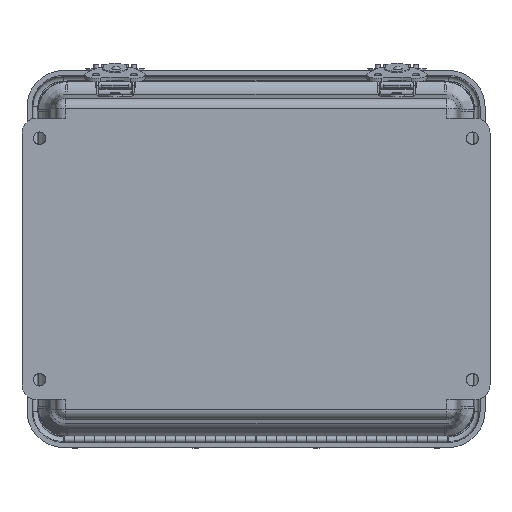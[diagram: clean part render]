
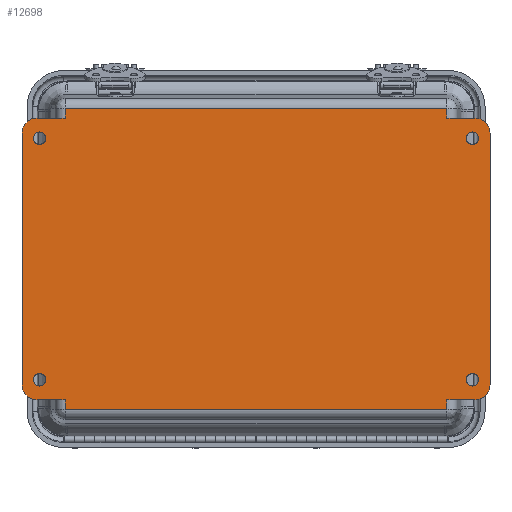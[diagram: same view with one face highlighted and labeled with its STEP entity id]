
A CAD part, front view. The second image highlights one B-rep face of the part: STEP entity #12698.
In plain terms, the highlighted face is planar.
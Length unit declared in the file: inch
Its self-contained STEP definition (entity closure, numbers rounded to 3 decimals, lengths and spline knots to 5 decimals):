
#482=LINE($,#20626,#1439);
#485=LINE($,#20647,#1442);
#489=LINE($,#20684,#1446);
#491=LINE($,#20698,#1448);
#494=LINE($,#20718,#1451);
#496=LINE($,#20727,#1453);
#499=LINE($,#20737,#1456);
#503=LINE($,#20777,#1460);
#504=LINE($,#20781,#1461);
#505=LINE($,#20783,#1462);
#506=LINE($,#20787,#1463);
#507=LINE($,#20792,#1464);
#1439=VECTOR($,#15633,0.69521);
#1442=VECTOR($,#15646,0.23195);
#1446=VECTOR($,#15662,0.23195);
#1448=VECTOR($,#15668,0.69521);
#1451=VECTOR($,#15679,9.478);
#1453=VECTOR($,#15687,0.69521);
#1456=VECTOR($,#15696,0.23195);
#1460=VECTOR($,#15708,9.478);
#1461=VECTOR($,#15711,0.23195);
#1462=VECTOR($,#15712,0.69521);
#1463=VECTOR($,#15715,6.25);
#1464=VECTOR($,#15720,6.25);
#2326=PLANE($,#13681);
#2714=FACE_BOUND($,#4264,.T.);
#2715=FACE_BOUND($,#4265,.T.);
#2716=FACE_BOUND($,#4266,.T.);
#2717=FACE_BOUND($,#4267,.T.);
#3467=FACE_OUTER_BOUND($,#4263,.T.);
#4263=EDGE_LOOP($,(#9472,#9473,#9474,#9475,#9476,#9477,#9478,#9479,#9480,
#9481,#9482,#9483,#9484,#9485,#9486,#9487,#9488,#9489,#9490,#9491));
#4264=EDGE_LOOP($,(#9492));
#4265=EDGE_LOOP($,(#9493));
#4266=EDGE_LOOP($,(#9494));
#4267=EDGE_LOOP($,(#9495));
#5201=CIRCLE($,#13445,0.156);
#5203=CIRCLE($,#13448,0.156);
#5205=CIRCLE($,#13451,0.156);
#5207=CIRCLE($,#13454,0.156);
#5300=CIRCLE($,#13657,0.00329);
#5308=CIRCLE($,#13670,0.00329);
#5314=CIRCLE($,#13680,0.00329);
#5315=CIRCLE($,#13682,0.00329);
#5316=CIRCLE($,#13683,0.375);
#5317=CIRCLE($,#13684,0.375);
#5318=CIRCLE($,#13685,0.375);
#5319=CIRCLE($,#13686,0.375);
#5941=VERTEX_POINT($,#19208);
#5943=VERTEX_POINT($,#19213);
#5945=VERTEX_POINT($,#19218);
#5947=VERTEX_POINT($,#19223);
#6086=VERTEX_POINT($,#20622);
#6088=VERTEX_POINT($,#20625);
#6091=VERTEX_POINT($,#20641);
#6092=VERTEX_POINT($,#20643);
#6099=VERTEX_POINT($,#20681);
#6100=VERTEX_POINT($,#20683);
#6102=VERTEX_POINT($,#20697);
#6105=VERTEX_POINT($,#20713);
#6106=VERTEX_POINT($,#20717);
#6108=VERTEX_POINT($,#20723);
#6110=VERTEX_POINT($,#20726);
#6114=VERTEX_POINT($,#20735);
#6118=VERTEX_POINT($,#20776);
#6119=VERTEX_POINT($,#20778);
#6120=VERTEX_POINT($,#20780);
#6121=VERTEX_POINT($,#20782);
#6122=VERTEX_POINT($,#20784);
#6123=VERTEX_POINT($,#20786);
#6124=VERTEX_POINT($,#20789);
#6125=VERTEX_POINT($,#20791);
#7167=EDGE_CURVE($,#5941,#5941,#5201,.T.);
#7169=EDGE_CURVE($,#5943,#5943,#5203,.T.);
#7171=EDGE_CURVE($,#5945,#5945,#5205,.T.);
#7173=EDGE_CURVE($,#5947,#5947,#5207,.T.);
#7401=EDGE_CURVE($,#6086,#6088,#482,.T.);
#7406=EDGE_CURVE($,#6091,#6092,#5300,.T.);
#7408=EDGE_CURVE($,#6092,#6086,#485,.T.);
#7417=EDGE_CURVE($,#6099,#6100,#489,.T.);
#7421=EDGE_CURVE($,#6102,#6099,#491,.T.);
#7426=EDGE_CURVE($,#6100,#6105,#5308,.T.);
#7427=EDGE_CURVE($,#6105,#6106,#494,.T.);
#7431=EDGE_CURVE($,#6108,#6110,#496,.T.);
#7436=EDGE_CURVE($,#6114,#6108,#499,.T.);
#7443=EDGE_CURVE($,#6106,#6114,#5314,.T.);
#7444=EDGE_CURVE($,#6118,#6091,#503,.T.);
#7445=EDGE_CURVE($,#6119,#6118,#5315,.T.);
#7446=EDGE_CURVE($,#6120,#6119,#504,.T.);
#7447=EDGE_CURVE($,#6121,#6120,#505,.T.);
#7448=EDGE_CURVE($,#6122,#6121,#5316,.T.);
#7449=EDGE_CURVE($,#6123,#6122,#506,.T.);
#7450=EDGE_CURVE($,#6110,#6123,#5317,.T.);
#7451=EDGE_CURVE($,#6124,#6102,#5318,.T.);
#7452=EDGE_CURVE($,#6124,#6125,#507,.T.);
#7453=EDGE_CURVE($,#6088,#6125,#5319,.T.);
#9472=ORIENTED_EDGE($,*,*,#7401,.F.);
#9473=ORIENTED_EDGE($,*,*,#7408,.F.);
#9474=ORIENTED_EDGE($,*,*,#7406,.F.);
#9475=ORIENTED_EDGE($,*,*,#7444,.F.);
#9476=ORIENTED_EDGE($,*,*,#7445,.F.);
#9477=ORIENTED_EDGE($,*,*,#7446,.F.);
#9478=ORIENTED_EDGE($,*,*,#7447,.F.);
#9479=ORIENTED_EDGE($,*,*,#7448,.F.);
#9480=ORIENTED_EDGE($,*,*,#7449,.F.);
#9481=ORIENTED_EDGE($,*,*,#7450,.F.);
#9482=ORIENTED_EDGE($,*,*,#7431,.F.);
#9483=ORIENTED_EDGE($,*,*,#7436,.F.);
#9484=ORIENTED_EDGE($,*,*,#7443,.F.);
#9485=ORIENTED_EDGE($,*,*,#7427,.F.);
#9486=ORIENTED_EDGE($,*,*,#7426,.F.);
#9487=ORIENTED_EDGE($,*,*,#7417,.F.);
#9488=ORIENTED_EDGE($,*,*,#7421,.F.);
#9489=ORIENTED_EDGE($,*,*,#7451,.F.);
#9490=ORIENTED_EDGE($,*,*,#7452,.T.);
#9491=ORIENTED_EDGE($,*,*,#7453,.F.);
#9492=ORIENTED_EDGE($,*,*,#7167,.T.);
#9493=ORIENTED_EDGE($,*,*,#7169,.T.);
#9494=ORIENTED_EDGE($,*,*,#7171,.T.);
#9495=ORIENTED_EDGE($,*,*,#7173,.T.);
#12698=ADVANCED_FACE($,(#3467,#2714,#2715,#2716,#2717),#2326,.T.);
#13445=AXIS2_PLACEMENT_3D($,#19209,#15109,#15110);
#13448=AXIS2_PLACEMENT_3D($,#19214,#15115,#15116);
#13451=AXIS2_PLACEMENT_3D($,#19219,#15121,#15122);
#13454=AXIS2_PLACEMENT_3D($,#19224,#15127,#15128);
#13657=AXIS2_PLACEMENT_3D($,#20644,#15640,#15641);
#13670=AXIS2_PLACEMENT_3D($,#20715,#15675,#15676);
#13680=AXIS2_PLACEMENT_3D($,#20774,#15704,#15705);
#13681=AXIS2_PLACEMENT_3D($,#20775,#15706,#15707);
#13682=AXIS2_PLACEMENT_3D($,#20779,#15709,#15710);
#13683=AXIS2_PLACEMENT_3D($,#20785,#15713,#15714);
#13684=AXIS2_PLACEMENT_3D($,#20788,#15716,#15717);
#13685=AXIS2_PLACEMENT_3D($,#20790,#15718,#15719);
#13686=AXIS2_PLACEMENT_3D($,#20793,#15721,#15722);
#15109=DIRECTION('center_axis',(0.,0.,-1.));
#15110=DIRECTION('ref_axis',(-1.,0.,0.));
#15115=DIRECTION('center_axis',(0.,0.,-1.));
#15116=DIRECTION('ref_axis',(-1.,0.,0.));
#15121=DIRECTION('center_axis',(0.,0.,-1.));
#15122=DIRECTION('ref_axis',(-1.,0.,0.));
#15127=DIRECTION('center_axis',(0.,0.,-1.));
#15128=DIRECTION('ref_axis',(-1.,0.,0.));
#15633=DIRECTION($,(-1.,0.,0.));
#15640=DIRECTION('center_axis',(0.,0.,-1.));
#15641=DIRECTION('ref_axis',(-1.,-0.007,0.));
#15646=DIRECTION($,(0.,1.,0.));
#15662=DIRECTION($,(0.,1.,0.));
#15668=DIRECTION($,(1.,0.,0.));
#15675=DIRECTION('center_axis',(0.,0.,-1.));
#15676=DIRECTION('ref_axis',(-1.,0.007,0.));
#15679=DIRECTION($,(1.,0.,0.));
#15687=DIRECTION($,(1.,0.,0.));
#15696=DIRECTION($,(0.,-1.,0.));
#15704=DIRECTION('center_axis',(0.,0.,-1.));
#15705=DIRECTION('ref_axis',(1.,0.007,0.));
#15706=DIRECTION('center_axis',(0.,0.,1.));
#15707=DIRECTION('ref_axis',(1.,0.,0.));
#15708=DIRECTION($,(-1.,0.,0.));
#15709=DIRECTION('center_axis',(0.,0.,-1.));
#15710=DIRECTION('ref_axis',(1.,-0.007,0.));
#15711=DIRECTION($,(0.,-1.,0.));
#15712=DIRECTION($,(-1.,0.,0.));
#15713=DIRECTION('center_axis',(0.,0.,-1.));
#15714=DIRECTION('ref_axis',(0.707,-0.707,0.));
#15715=DIRECTION($,(0.,-1.,0.));
#15716=DIRECTION('center_axis',(0.,0.,-1.));
#15717=DIRECTION('ref_axis',(0.707,0.707,0.));
#15718=DIRECTION('center_axis',(0.,0.,-1.));
#15719=DIRECTION('ref_axis',(-0.707,0.707,0.));
#15720=DIRECTION($,(0.,-1.,0.));
#15721=DIRECTION('center_axis',(0.,0.,-1.));
#15722=DIRECTION('ref_axis',(-0.707,-0.707,0.));
#19208=CARTESIAN_POINT('',(-5.219,-3.,4.015));
#19209=CARTESIAN_POINT('Origin',(-5.375,-3.,4.015));
#19213=CARTESIAN_POINT('',(5.531,-3.,4.015));
#19214=CARTESIAN_POINT('Origin',(5.375,-3.,4.015));
#19218=CARTESIAN_POINT('',(5.531,3.,4.015));
#19219=CARTESIAN_POINT('Origin',(5.375,3.,4.015));
#19223=CARTESIAN_POINT('',(-5.219,3.,4.015));
#19224=CARTESIAN_POINT('Origin',(-5.375,3.,4.015));
#20622=CARTESIAN_POINT('',(-4.74229,-3.5,4.015));
#20625=CARTESIAN_POINT('',(-5.4375,-3.5,4.015));
#20626=CARTESIAN_POINT($,(-4.74229,-3.5,4.015));
#20641=CARTESIAN_POINT('',(-4.739,-3.73524,4.015));
#20643=CARTESIAN_POINT('',(-4.74229,-3.73195,4.015));
#20644=CARTESIAN_POINT('Origin',(-4.739,-3.73195,4.015));
#20647=CARTESIAN_POINT($,(-4.74229,-3.73195,4.015));
#20681=CARTESIAN_POINT('',(-4.74229,3.5,4.015));
#20683=CARTESIAN_POINT('',(-4.74229,3.73195,4.015));
#20684=CARTESIAN_POINT($,(-4.74229,3.5,4.015));
#20697=CARTESIAN_POINT('',(-5.4375,3.5,4.015));
#20698=CARTESIAN_POINT($,(-5.4375,3.5,4.015));
#20713=CARTESIAN_POINT('',(-4.739,3.73524,4.015));
#20715=CARTESIAN_POINT('Origin',(-4.739,3.73195,4.015));
#20717=CARTESIAN_POINT('',(4.739,3.73524,4.015));
#20718=CARTESIAN_POINT($,(-4.739,3.73524,4.015));
#20723=CARTESIAN_POINT('',(4.74229,3.5,4.015));
#20726=CARTESIAN_POINT('',(5.4375,3.5,4.015));
#20727=CARTESIAN_POINT($,(4.74229,3.5,4.015));
#20735=CARTESIAN_POINT('',(4.74229,3.73195,4.015));
#20737=CARTESIAN_POINT($,(4.74229,3.73195,4.015));
#20774=CARTESIAN_POINT('Origin',(4.739,3.73195,4.015));
#20775=CARTESIAN_POINT('Origin',(0.,0.,4.015));
#20776=CARTESIAN_POINT('',(4.739,-3.73524,4.015));
#20777=CARTESIAN_POINT($,(4.739,-3.73524,4.015));
#20778=CARTESIAN_POINT('',(4.74229,-3.73195,4.015));
#20779=CARTESIAN_POINT('Origin',(4.739,-3.73195,4.015));
#20780=CARTESIAN_POINT('',(4.74229,-3.5,4.015));
#20781=CARTESIAN_POINT($,(4.74229,-3.5,4.015));
#20782=CARTESIAN_POINT('',(5.4375,-3.5,4.015));
#20783=CARTESIAN_POINT($,(5.4375,-3.5,4.015));
#20784=CARTESIAN_POINT('',(5.8125,-3.125,4.015));
#20785=CARTESIAN_POINT('Origin',(5.4375,-3.125,4.015));
#20786=CARTESIAN_POINT('',(5.8125,3.125,4.015));
#20787=CARTESIAN_POINT($,(5.8125,3.125,4.015));
#20788=CARTESIAN_POINT('Origin',(5.4375,3.125,4.015));
#20789=CARTESIAN_POINT('',(-5.8125,3.125,4.015));
#20790=CARTESIAN_POINT('Origin',(-5.4375,3.125,4.015));
#20791=CARTESIAN_POINT('',(-5.8125,-3.125,4.015));
#20792=CARTESIAN_POINT($,(-5.8125,3.125,4.015));
#20793=CARTESIAN_POINT('Origin',(-5.4375,-3.125,4.015));
